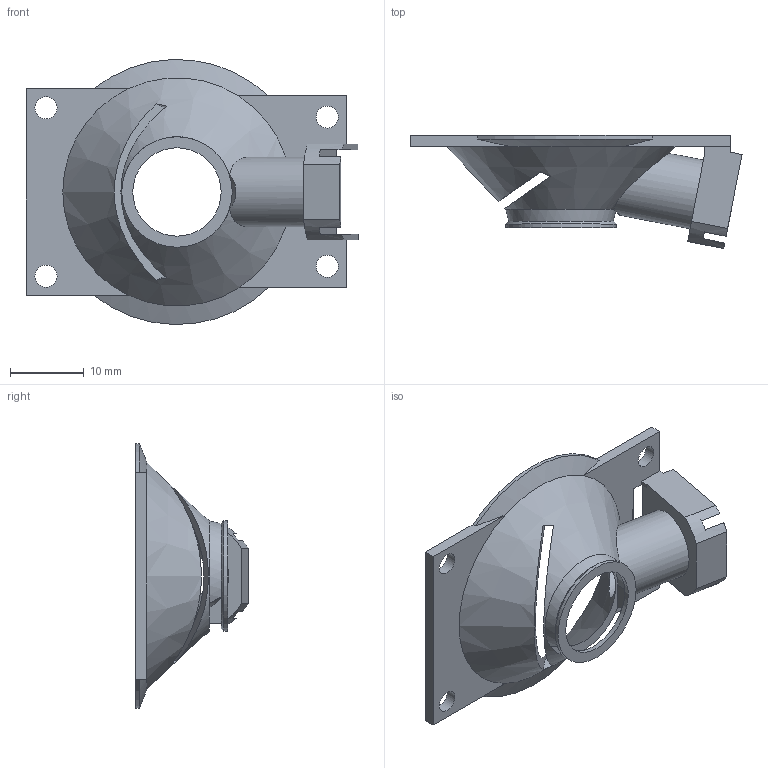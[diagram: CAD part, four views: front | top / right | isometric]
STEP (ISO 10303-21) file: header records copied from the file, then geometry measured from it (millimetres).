
FILE_DESCRIPTION(/* description */ (''),/* implementation_level */ '2;1');
FILE_NAME(/* name */ 'EyepieceCam 2.0 V1.step',/* time_stamp */ '2025-10-01T15:11:25-04:00',/* author */ (''),/* organization */ (''),/* preprocessor_version */ 'ST-DEVELOPER v20.1',/* originating_system */ 'Autodesk Translation Framework v14.17.0.0',/* authorisation */ '');
FILE_SCHEMA (('AUTOMOTIVE_DESIGN { 1 0 10303 214 3 1 1 }'));
Length unit declared in the file: millimetre
Products named in the file (1): EyepieceCam 2.0 V1
Bounding box: 45.08 x 15.32 x 35.97 mm (x, y, z)
Volume: 2188 mm3; surface area: 4184.1 mm2
Topology: 1 solids, 1 shells, 62 faces, 198 edges, 133 vertices
Faces by surface type: plane 35, cylinder 17, cone 10
Full cylindrical faces by diameter (mm): 3 x4, 8 x1, 9.5 x1, 15 x1
Entity records: 2368 total; most frequent: CARTESIAN_POINT 560, ORIENTED_EDGE 398, DIRECTION 353, EDGE_CURVE 199, VERTEX_POINT 133, AXIS2_PLACEMENT_3D 125, LINE 103, VECTOR 103
